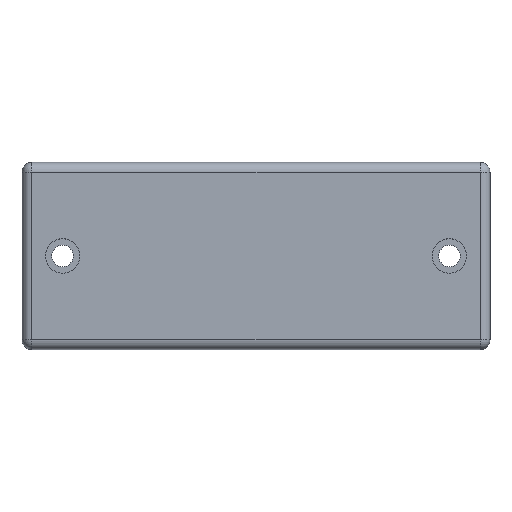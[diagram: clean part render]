
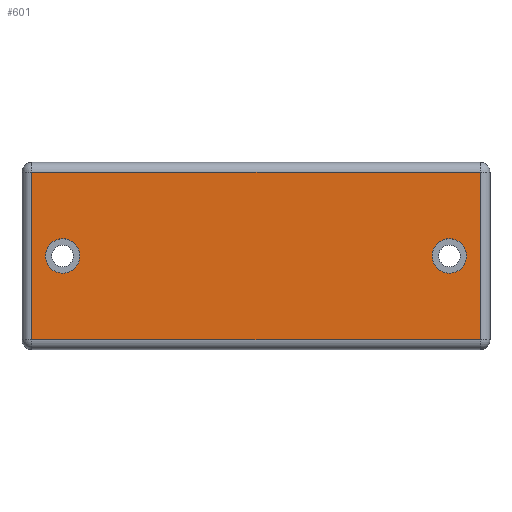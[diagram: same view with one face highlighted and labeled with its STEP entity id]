
A CAD part, top view. The second image highlights one B-rep face of the part: STEP entity #601.
In plain terms, the highlighted planar face has unit normal (0, 0, 1).
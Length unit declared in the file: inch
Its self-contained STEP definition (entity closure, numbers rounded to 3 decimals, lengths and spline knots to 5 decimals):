
#19 = DIRECTION ( 'NONE',  ( 1., 0., 0. ) ) ;
#27 = CARTESIAN_POINT ( 'NONE',  ( -1.79134, 0.66929, 0.26378 ) ) ;
#55 = DIRECTION ( 'NONE',  ( 0., 1., 0. ) ) ;
#89 = EDGE_CURVE ( 'NONE', #238, #635, #651, .T. ) ;
#121 = DIRECTION ( 'NONE',  ( 0., 0., 1. ) ) ;
#125 = CIRCLE ( 'NONE', #291, 0.1378 ) ;
#149 = DIRECTION ( 'NONE',  ( 1., 0., 0. ) ) ;
#153 = LINE ( 'NONE', #521, #567 ) ;
#154 = LINE ( 'NONE', #202, #609 ) ;
#173 = CARTESIAN_POINT ( 'NONE',  ( 1.79134, -0.66929, 0.26378 ) ) ;
#174 = VECTOR ( 'NONE', #638, 39.37008 ) ;
#195 = EDGE_CURVE ( 'NONE', #501, #501, #125, .T. ) ;
#198 = CIRCLE ( 'NONE', #204, 0.1378 ) ;
#202 = CARTESIAN_POINT ( 'NONE',  ( 1.79134, 0., 0.26378 ) ) ;
#204 = AXIS2_PLACEMENT_3D ( 'NONE', #453, #256, #149 ) ;
#206 = VERTEX_POINT ( 'NONE', #173 ) ;
#227 = EDGE_LOOP ( 'NONE', ( #420 ) ) ;
#228 = ORIENTED_EDGE ( 'NONE', *, *, #195, .F. ) ;
#231 = CARTESIAN_POINT ( 'NONE',  ( 1.68307, 0., 0.26378 ) ) ;
#237 = CARTESIAN_POINT ( 'NONE',  ( -1.40748, 0., 0.26378 ) ) ;
#238 = VERTEX_POINT ( 'NONE', #594 ) ;
#245 = FACE_BOUND ( 'NONE', #367, .T. ) ;
#251 = FACE_OUTER_BOUND ( 'NONE', #479, .T. ) ;
#256 = DIRECTION ( 'NONE',  ( 0., 0., 1. ) ) ;
#284 = FACE_BOUND ( 'NONE', #227, .T. ) ;
#291 = AXIS2_PLACEMENT_3D ( 'NONE', #543, #121, #341 ) ;
#299 = ORIENTED_EDGE ( 'NONE', *, *, #89, .T. ) ;
#301 = CARTESIAN_POINT ( 'NONE',  ( -1.79134, -0.66929, 0.26378 ) ) ;
#303 = DIRECTION ( 'NONE',  ( 0., -1., 0. ) ) ;
#304 = AXIS2_PLACEMENT_3D ( 'NONE', #636, #415, #324 ) ;
#314 = ORIENTED_EDGE ( 'NONE', *, *, #442, .T. ) ;
#324 = DIRECTION ( 'NONE',  ( 1., 0., 0. ) ) ;
#336 = LINE ( 'NONE', #561, #401 ) ;
#340 = EDGE_CURVE ( 'NONE', #432, #432, #198, .T. ) ;
#341 = DIRECTION ( 'NONE',  ( 1., 0., 0. ) ) ;
#355 = VERTEX_POINT ( 'NONE', #301 ) ;
#367 = EDGE_LOOP ( 'NONE', ( #228 ) ) ;
#369 = PLANE ( 'NONE',  #304 ) ;
#401 = VECTOR ( 'NONE', #303, 39.37008 ) ;
#415 = DIRECTION ( 'NONE',  ( 0., 0., 1. ) ) ;
#417 = EDGE_CURVE ( 'NONE', #635, #355, #336, .T. ) ;
#420 = ORIENTED_EDGE ( 'NONE', *, *, #340, .F. ) ;
#432 = VERTEX_POINT ( 'NONE', #237 ) ;
#442 = EDGE_CURVE ( 'NONE', #206, #238, #154, .T. ) ;
#453 = CARTESIAN_POINT ( 'NONE',  ( -1.54528, 0., 0.26378 ) ) ;
#479 = EDGE_LOOP ( 'NONE', ( #299, #661, #620, #314 ) ) ;
#501 = VERTEX_POINT ( 'NONE', #231 ) ;
#521 = CARTESIAN_POINT ( 'NONE',  ( 0., -0.66929, 0.26378 ) ) ;
#543 = CARTESIAN_POINT ( 'NONE',  ( 1.54528, 0., 0.26378 ) ) ;
#545 = EDGE_CURVE ( 'NONE', #355, #206, #153, .T. ) ;
#561 = CARTESIAN_POINT ( 'NONE',  ( -1.79134, 0., 0.26378 ) ) ;
#567 = VECTOR ( 'NONE', #19, 39.37008 ) ;
#584 = CARTESIAN_POINT ( 'NONE',  ( 0., 0.66929, 0.26378 ) ) ;
#594 = CARTESIAN_POINT ( 'NONE',  ( 1.79134, 0.66929, 0.26378 ) ) ;
#601 = ADVANCED_FACE ( 'NONE', ( #251, #284, #245 ), #369, .T. ) ;
#609 = VECTOR ( 'NONE', #55, 39.37008 ) ;
#620 = ORIENTED_EDGE ( 'NONE', *, *, #545, .T. ) ;
#635 = VERTEX_POINT ( 'NONE', #27 ) ;
#636 = CARTESIAN_POINT ( 'NONE',  ( 0., 0., 0.26378 ) ) ;
#638 = DIRECTION ( 'NONE',  ( -1., 0., 0. ) ) ;
#651 = LINE ( 'NONE', #584, #174 ) ;
#661 = ORIENTED_EDGE ( 'NONE', *, *, #417, .T. ) ;
